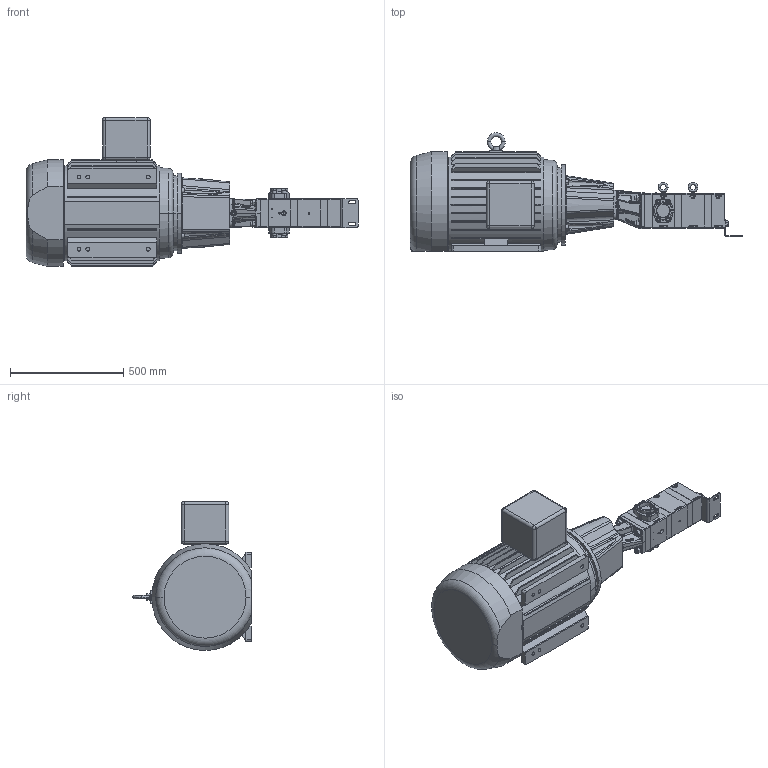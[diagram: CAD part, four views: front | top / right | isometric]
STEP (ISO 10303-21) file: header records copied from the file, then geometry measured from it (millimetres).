
FILE_DESCRIPTION (( 'STEP AP203' ), '1' );
FILE_NAME ('GPV-1039-005-U.STEP', '2020-02-27T19:38:31', ( '' ), ( '' ), 'SwSTEP 2.0', 'SolidWorks 2019', '' );
FILE_SCHEMA (( 'CONFIG_CONTROL_DESIGN' ));
Length unit declared in the file: inch
Products named in the file (10): GPV-1039-005-U; 2-085-060-700-00; 6-13L-755-320-01; 2-291-345-110-00; 2-153-017_2-153-017-255-00; 2-150-035_2-150-035-64X-00; GL-1039-58J9-003-NPT; 326TC_326TC; 2-291-161-110-00; 2-291-004-869-00
Assembly tree (15 placements, depth 3):
  GPV-1039-005-U
    6-13L-755-320-01
      2-085-060-700-00
      2-291-161-110-00
      2-291-345-110-00
      2-291-004-869-00
      2-150-035_2-150-035-64X-00  x4
      2-153-017_2-153-017-255-00  x4
    GL-1039-58J9-003-NPT
    326TC_326TC
Bounding box: 1462.7 x 521.28 x 656.08 mm (x, y, z)
Volume: 84898245.5 mm3; surface area: 3850789.1 mm2
Topology: 15 solids, 16 shells, 4848 faces, 12224 edges, 7745 vertices
Faces by surface type: plane 2254, bspline 1160, cylinder 822, cone 482, torus 90, sphere 40
Entity records: 212153 total; most frequent: CARTESIAN_POINT 106461, ORIENTED_EDGE 23748, DIRECTION 18100, EDGE_CURVE 11874, VERTEX_POINT 7565, LINE 6482, VECTOR 6482, AXIS2_PLACEMENT_3D 5809
